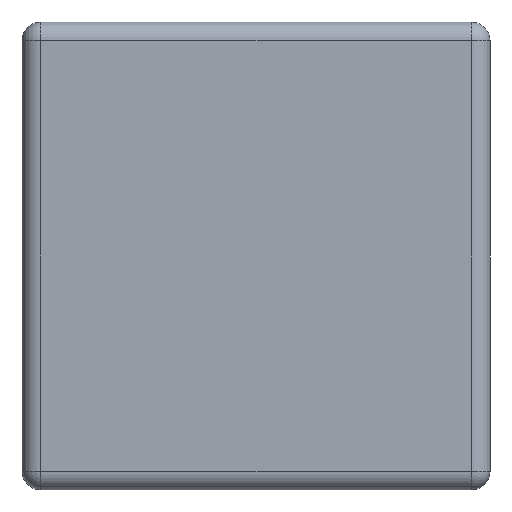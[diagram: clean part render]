
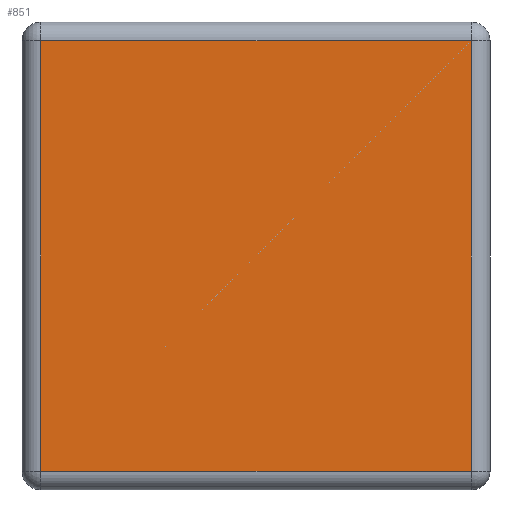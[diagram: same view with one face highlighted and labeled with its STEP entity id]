
A CAD part, left-side view. The second image highlights one B-rep face of the part: STEP entity #851.
In plain terms, the highlighted planar face has unit normal (-1, 0, 0).
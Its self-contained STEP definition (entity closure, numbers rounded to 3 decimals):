
#7 = VERTEX_POINT ( 'NONE', #295 ) ;
#24 = CARTESIAN_POINT ( 'NONE',  ( -1.015, 1.27, -0.584 ) ) ;
#43 = FACE_OUTER_BOUND ( 'NONE', #1192, .T. ) ;
#47 = VERTEX_POINT ( 'NONE', #1180 ) ;
#160 = PLANE ( 'NONE',  #918 ) ;
#204 = ORIENTED_EDGE ( 'NONE', *, *, #1161, .T. ) ;
#216 = CARTESIAN_POINT ( 'NONE',  ( -1.015, 1.219, -0.635 ) ) ;
#220 = ORIENTED_EDGE ( 'NONE', *, *, #1066, .T. ) ;
#284 = ORIENTED_EDGE ( 'NONE', *, *, #916, .T. ) ;
#295 = CARTESIAN_POINT ( 'NONE',  ( -1.015, 0.051, -0.584 ) ) ;
#427 = DIRECTION ( 'NONE',  ( 0., 0., 1. ) ) ;
#513 = DIRECTION ( 'NONE',  ( 0., -1., 0. ) ) ;
#545 = VECTOR ( 'NONE', #427, 1000. ) ;
#557 = VECTOR ( 'NONE', #674, 1000. ) ;
#611 = DIRECTION ( 'NONE',  ( 0., 0., -1. ) ) ;
#612 = LINE ( 'NONE', #24, #1183 ) ;
#646 = LINE ( 'NONE', #216, #729 ) ;
#659 = CARTESIAN_POINT ( 'NONE',  ( -1.015, 1.27, -0.635 ) ) ;
#666 = DIRECTION ( 'NONE',  ( 1., 0., 0. ) ) ;
#674 = DIRECTION ( 'NONE',  ( 0., 1., 0. ) ) ;
#724 = EDGE_CURVE ( 'NONE', #7, #755, #909, .T. ) ;
#729 = VECTOR ( 'NONE', #611, 1000. ) ;
#742 = CARTESIAN_POINT ( 'NONE',  ( -1.015, 0.051, -0.635 ) ) ;
#753 = CARTESIAN_POINT ( 'NONE',  ( -1.015, 0.051, 0.584 ) ) ;
#755 = VERTEX_POINT ( 'NONE', #753 ) ;
#851 = ADVANCED_FACE ( 'NONE', ( #43 ), #160, .F. ) ;
#857 = CARTESIAN_POINT ( 'NONE',  ( -1.015, 1.219, -0.584 ) ) ;
#909 = LINE ( 'NONE', #742, #545 ) ;
#916 = EDGE_CURVE ( 'NONE', #755, #47, #1267, .T. ) ;
#918 = AXIS2_PLACEMENT_3D ( 'NONE', #659, #666, #1261 ) ;
#936 = VERTEX_POINT ( 'NONE', #857 ) ;
#1066 = EDGE_CURVE ( 'NONE', #936, #7, #612, .T. ) ;
#1161 = EDGE_CURVE ( 'NONE', #47, #936, #646, .T. ) ;
#1167 = ORIENTED_EDGE ( 'NONE', *, *, #724, .T. ) ;
#1180 = CARTESIAN_POINT ( 'NONE',  ( -1.015, 1.219, 0.584 ) ) ;
#1183 = VECTOR ( 'NONE', #513, 1000. ) ;
#1192 = EDGE_LOOP ( 'NONE', ( #204, #220, #1167, #284 ) ) ;
#1250 = CARTESIAN_POINT ( 'NONE',  ( -1.015, 1.27, 0.584 ) ) ;
#1261 = DIRECTION ( 'NONE',  ( 0., 0., -1. ) ) ;
#1267 = LINE ( 'NONE', #1250, #557 ) ;
